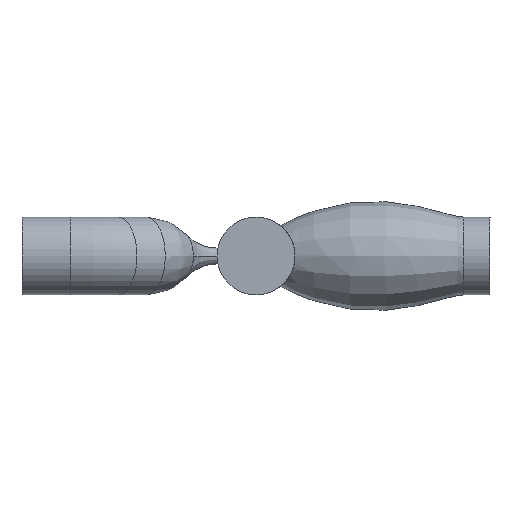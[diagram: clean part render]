
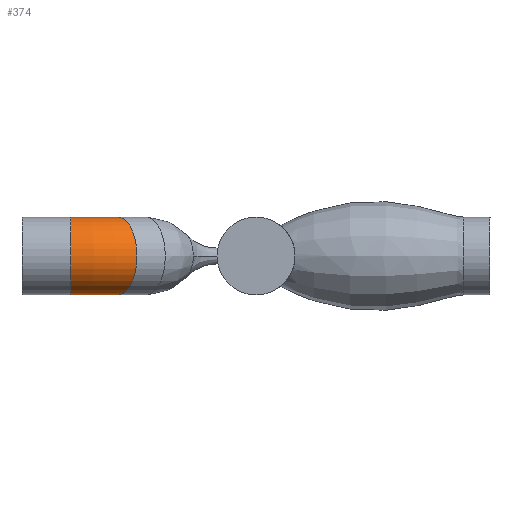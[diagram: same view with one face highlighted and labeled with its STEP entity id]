
A CAD part, front view. The second image highlights one B-rep face of the part: STEP entity #374.
In plain terms, the highlighted toroidal (fillet/blend) face has major radius 6 mm and minor radius 2.5 mm.
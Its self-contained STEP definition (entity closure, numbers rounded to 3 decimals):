
#30=TOROIDAL_SURFACE('',#430,6.,2.5);
#69=CIRCLE('',#428,2.5);
#70=CIRCLE('',#429,2.5);
#71=CIRCLE('',#431,3.5);
#72=CIRCLE('',#432,2.5);
#73=CIRCLE('',#433,2.5);
#74=CIRCLE('',#434,2.5);
#96=FACE_OUTER_BOUND('',#118,.T.);
#118=EDGE_LOOP('',(#320,#321,#322,#323,#324,#325,#326));
#180=VERTEX_POINT('',#981);
#181=VERTEX_POINT('',#983);
#182=VERTEX_POINT('',#987);
#183=VERTEX_POINT('',#989);
#184=VERTEX_POINT('',#991);
#233=EDGE_CURVE('',#180,#181,#69,.T.);
#234=EDGE_CURVE('',#181,#180,#70,.T.);
#235=EDGE_CURVE('',#181,#182,#71,.T.);
#236=EDGE_CURVE('',#182,#183,#72,.T.);
#237=EDGE_CURVE('',#183,#184,#73,.T.);
#238=EDGE_CURVE('',#184,#182,#74,.T.);
#320=ORIENTED_EDGE('',*,*,#233,.F.);
#321=ORIENTED_EDGE('',*,*,#234,.F.);
#322=ORIENTED_EDGE('',*,*,#235,.T.);
#323=ORIENTED_EDGE('',*,*,#236,.T.);
#324=ORIENTED_EDGE('',*,*,#237,.T.);
#325=ORIENTED_EDGE('',*,*,#238,.T.);
#326=ORIENTED_EDGE('',*,*,#235,.F.);
#374=ADVANCED_FACE('',(#96),#30,.T.);
#428=AXIS2_PLACEMENT_3D('',#984,#514,#515);
#429=AXIS2_PLACEMENT_3D('',#985,#516,#517);
#430=AXIS2_PLACEMENT_3D('',#986,#518,#519);
#431=AXIS2_PLACEMENT_3D('',#988,#520,#521);
#432=AXIS2_PLACEMENT_3D('',#990,#522,#523);
#433=AXIS2_PLACEMENT_3D('',#992,#524,#525);
#434=AXIS2_PLACEMENT_3D('',#993,#526,#527);
#514=DIRECTION('center_axis',(-1.,0.,0.));
#515=DIRECTION('ref_axis',(0.,0.,1.));
#516=DIRECTION('center_axis',(-1.,0.,0.));
#517=DIRECTION('ref_axis',(0.,0.,1.));
#518=DIRECTION('center_axis',(0.,0.,-1.));
#519=DIRECTION('ref_axis',(0.258,-0.966,0.));
#520=DIRECTION('center_axis',(0.,0.,1.));
#521=DIRECTION('ref_axis',(0.258,-0.966,0.));
#522=DIRECTION('center_axis',(-0.867,-0.498,0.));
#523=DIRECTION('ref_axis',(0.,0.,1.));
#524=DIRECTION('center_axis',(-0.867,-0.498,0.));
#525=DIRECTION('ref_axis',(0.,0.,1.));
#526=DIRECTION('center_axis',(-0.867,-0.498,0.));
#527=DIRECTION('ref_axis',(0.,0.,1.));
#981=CARTESIAN_POINT('',(-11.864,-5.907,-2.511));
#983=CARTESIAN_POINT('',(-11.864,-3.407,-0.011));
#984=CARTESIAN_POINT('Origin',(-11.864,-5.907,-0.011));
#985=CARTESIAN_POINT('Origin',(-11.864,-5.907,-0.011));
#986=CARTESIAN_POINT('Origin',(-11.864,0.093,-0.011));
#987=CARTESIAN_POINT('',(-10.12,-2.942,-0.011));
#988=CARTESIAN_POINT('Origin',(-11.864,0.093,-0.011));
#989=CARTESIAN_POINT('',(-8.875,-5.11,-2.511));
#990=CARTESIAN_POINT('Origin',(-8.875,-5.11,-0.011));
#991=CARTESIAN_POINT('',(-7.63,-7.277,-0.011));
#992=CARTESIAN_POINT('Origin',(-8.875,-5.11,-0.011));
#993=CARTESIAN_POINT('Origin',(-8.875,-5.11,-0.011));
